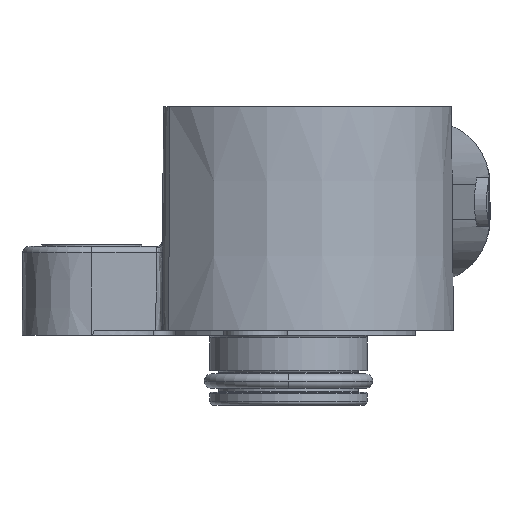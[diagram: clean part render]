
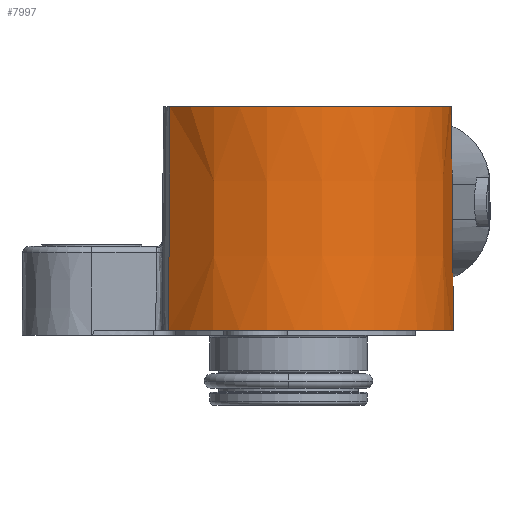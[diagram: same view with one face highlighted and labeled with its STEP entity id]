
A CAD part, front view. The second image highlights one B-rep face of the part: STEP entity #7997.
In plain terms, the highlighted conical face has half-angle 0.5 degrees and reference radius 13 mm.
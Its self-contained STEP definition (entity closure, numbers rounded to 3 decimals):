
#393 = CARTESIAN_POINT ( 'NONE',  ( 12.843, 0., 18. ) ) ;
#394 = CARTESIAN_POINT ( 'NONE',  ( 12.997, 0., 0.4 ) ) ;
#417 = LINE ( 'NONE', #451, #450 ) ;
#449 = DIRECTION ( 'NONE',  ( 0.009, 0., -1. ) ) ;
#450 = VECTOR ( 'NONE', #449, 1000. ) ;
#451 = CARTESIAN_POINT ( 'NONE',  ( 13., 0., 0. ) ) ;
#7293 = DIRECTION ( 'NONE',  ( -0.006, -0.006, -1. ) ) ;
#7294 = VECTOR ( 'NONE', #7293, 1000. ) ;
#7295 = CARTESIAN_POINT ( 'NONE',  ( -9.455, -8.923, 0. ) ) ;
#7296 = LINE ( 'NONE', #7295, #7294 ) ;
#7316 = CARTESIAN_POINT ( 'NONE',  ( -9.452, -8.92, 0.4 ) ) ;
#7996 = VERTEX_POINT ( 'NONE', #13165 ) ;
#7997 = ADVANCED_FACE ( 'NONE', ( #13157 ), #13164, .T. ) ;
#7998 = ORIENTED_EDGE ( 'NONE', *, *, #8724, .F. ) ;
#8002 = EDGE_CURVE ( 'NONE', #7996, #8722, #13167, .T. ) ;
#8007 = ORIENTED_EDGE ( 'NONE', *, *, #8002, .F. ) ;
#8008 = EDGE_CURVE ( 'NONE', #8721, #14630, #13182, .T. ) ;
#8721 = VERTEX_POINT ( 'NONE', #394 ) ;
#8722 = VERTEX_POINT ( 'NONE', #393 ) ;
#8724 = EDGE_CURVE ( 'NONE', #8722, #8721, #417, .T. ) ;
#13109 = AXIS2_PLACEMENT_3D ( 'NONE', #13168, #13152, #13151 ) ;
#13121 = CARTESIAN_POINT ( 'NONE',  ( 0., 0., 18. ) ) ;
#13151 = DIRECTION ( 'NONE',  ( 1., 0., 0. ) ) ;
#13152 = DIRECTION ( 'NONE',  ( 0., 0., -1. ) ) ;
#13157 = FACE_OUTER_BOUND ( 'NONE', #14642, .T. ) ;
#13164 = CONICAL_SURFACE ( 'NONE', #13109, 13., 0.009 ) ;
#13165 = CARTESIAN_POINT ( 'NONE',  ( -9.34, -8.815, 18. ) ) ;
#13167 = CIRCLE ( 'NONE', #13190, 12.843 ) ;
#13168 = CARTESIAN_POINT ( 'NONE',  ( 0., 0., 0. ) ) ;
#13176 = DIRECTION ( 'NONE',  ( -1., 0., 0. ) ) ;
#13177 = DIRECTION ( 'NONE',  ( 0., 0., -1. ) ) ;
#13178 = CARTESIAN_POINT ( 'NONE',  ( 0., 0., 0.4 ) ) ;
#13179 = AXIS2_PLACEMENT_3D ( 'NONE', #13178, #13177, #13176 ) ;
#13182 = CIRCLE ( 'NONE', #13179, 12.997 ) ;
#13188 = DIRECTION ( 'NONE',  ( 1., 0., 0. ) ) ;
#13189 = DIRECTION ( 'NONE',  ( 0., 0., 1. ) ) ;
#13190 = AXIS2_PLACEMENT_3D ( 'NONE', #13121, #13189, #13188 ) ;
#14630 = VERTEX_POINT ( 'NONE', #7316 ) ;
#14633 = ORIENTED_EDGE ( 'NONE', *, *, #8008, .F. ) ;
#14642 = EDGE_LOOP ( 'NONE', ( #7998, #8007, #14656, #14633 ) ) ;
#14645 = EDGE_CURVE ( 'NONE', #7996, #14630, #7296, .T. ) ;
#14656 = ORIENTED_EDGE ( 'NONE', *, *, #14645, .T. ) ;
